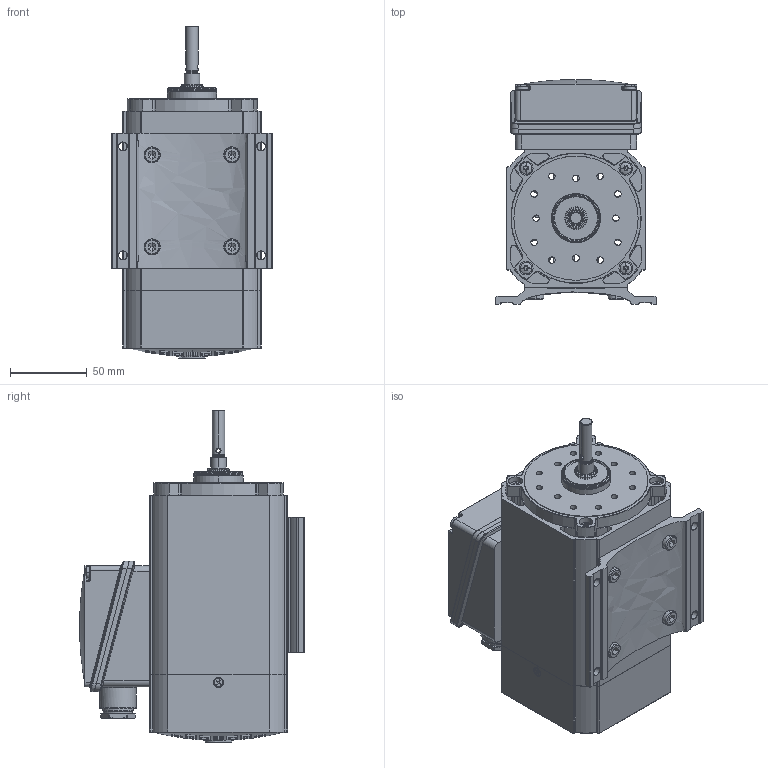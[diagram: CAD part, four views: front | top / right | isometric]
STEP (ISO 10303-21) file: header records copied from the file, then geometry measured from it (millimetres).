
FILE_DESCRIPTION (( 'STEP AP214' ), '1' );
FILE_NAME ('Motor IGLU80-60 mit Standardfuss.STEP', '2015-02-27T05:59:42', ( '' ), ( '' ), 'SwSTEP 2.0', 'SolidWorks 2014', '' );
FILE_SCHEMA (( 'AUTOMOTIVE_DESIGN' ));
Length unit declared in the file: millimetre
Products named in the file (1): Motor IGLU80-60 mit Standardfuss
Bounding box: 105 x 146.5 x 216.4 mm (x, y, z)
Surface area: 186258.7 mm2 (no closed solid volume)
Topology: 0 solids, 38 shells, 1149 faces, 3535 edges, 2347 vertices
Faces by surface type: plane 564, cylinder 368, torus 77, cone 69, bspline 42, sphere 29
Entity records: 57056 total; most frequent: CARTESIAN_POINT 13233, DIRECTION 6880, ORIENTED_EDGE 5876, EDGE_CURVE 3523, AXIS2_PLACEMENT_3D 2635, VERTEX_POINT 2347, VECTOR 1610, LINE 1610
